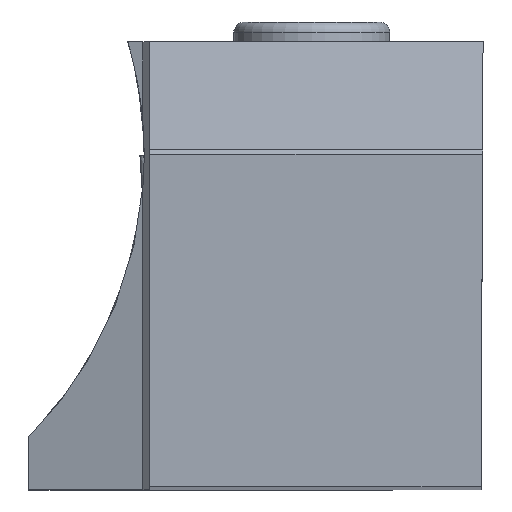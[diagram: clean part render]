
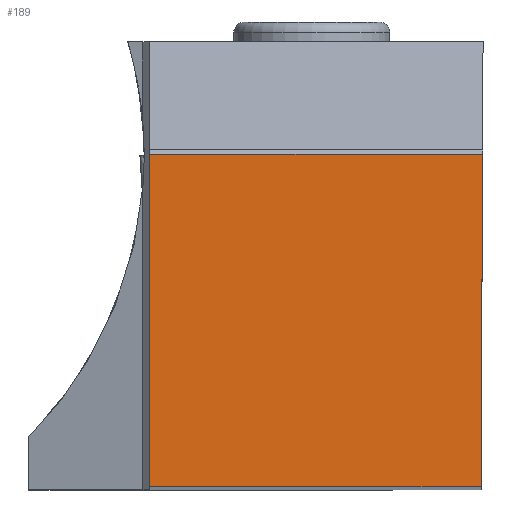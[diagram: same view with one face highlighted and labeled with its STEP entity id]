
A CAD part, top view. The second image highlights one B-rep face of the part: STEP entity #189.
In plain terms, the highlighted planar face has unit normal (0, 0, 1).
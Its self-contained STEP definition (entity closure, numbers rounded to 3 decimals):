
#189=ADVANCED_FACE('BLANK_BOXF006',(#297),#238,.F.);
#238=PLANE('',#1396);
#297=FACE_OUTER_BOUND('',#358,.T.);
#358=EDGE_LOOP('',(#638,#639,#640,#641));
#638=ORIENTED_EDGE('',*,*,#991,.F.);
#639=ORIENTED_EDGE('',*,*,#980,.F.);
#640=ORIENTED_EDGE('',*,*,#990,.F.);
#641=ORIENTED_EDGE('',*,*,#992,.F.);
#832=VERTEX_POINT('',#2235);
#833=VERTEX_POINT('',#2237);
#838=VERTEX_POINT('',#2254);
#839=VERTEX_POINT('',#2258);
#980=EDGE_CURVE('',#832,#833,#1103,.T.);
#990=EDGE_CURVE('',#838,#832,#1113,.T.);
#991=EDGE_CURVE('',#833,#839,#1114,.T.);
#992=EDGE_CURVE('',#839,#838,#1115,.T.);
#1103=LINE('',#2236,#1228);
#1113=LINE('',#2255,#1238);
#1114=LINE('',#2257,#1239);
#1115=LINE('',#2259,#1240);
#1228=VECTOR('',#1654,1.);
#1238=VECTOR('',#1670,1.);
#1239=VECTOR('',#1673,1.);
#1240=VECTOR('',#1674,1.);
#1396=AXIS2_PLACEMENT_3D('',#2260,#1675,#1676);
#1654=DIRECTION('',(-1.,0.,0.));
#1670=DIRECTION('',(-0.004,-1.,0.));
#1673=DIRECTION('',(0.,1.,0.));
#1674=DIRECTION('',(1.,0.,0.));
#1675=DIRECTION('',(0.,0.,-1.));
#1676=DIRECTION('',(0.,-1.,0.));
#2235=CARTESIAN_POINT('',(-0.11,0.,0.));
#2236=CARTESIAN_POINT('',(151.4,0.,0.));
#2237=CARTESIAN_POINT('',(-25.273,0.,0.));
#2254=CARTESIAN_POINT('',(0.,25.273,0.));
#2255=CARTESIAN_POINT('',(0.55,151.399,0.));
#2257=CARTESIAN_POINT('',(-25.273,-151.4,0.));
#2258=CARTESIAN_POINT('',(-25.273,25.273,0.));
#2259=CARTESIAN_POINT('',(-151.4,25.273,0.));
#2260=CARTESIAN_POINT('',(-34.428,-5.,0.));
